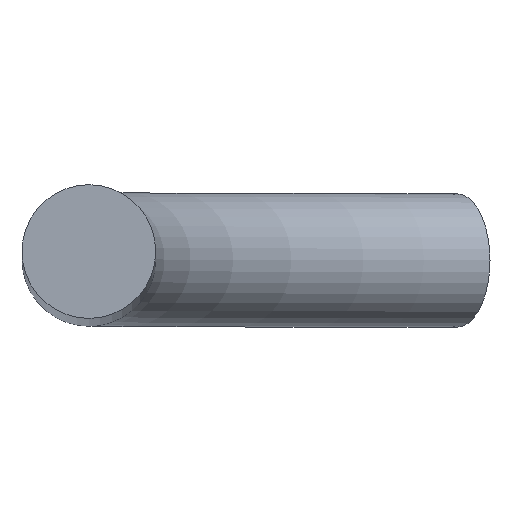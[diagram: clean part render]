
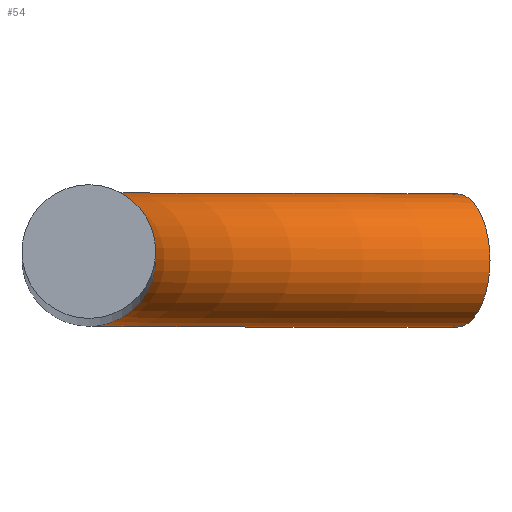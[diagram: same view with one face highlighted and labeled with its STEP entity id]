
A CAD part, top view. The second image highlights one B-rep face of the part: STEP entity #54.
In plain terms, the highlighted toroidal (fillet/blend) face has major radius 11 mm and minor radius 1 mm.
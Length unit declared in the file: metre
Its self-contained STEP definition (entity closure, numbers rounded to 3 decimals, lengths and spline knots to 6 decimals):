
#20=TOROIDAL_SURFACE('',#74,0.011,0.001);
#26=ORIENTED_EDGE('',*,*,#29,.F.);
#27=ORIENTED_EDGE('',*,*,#30,.T.);
#29=EDGE_CURVE('',#32,#32,#35,.T.);
#30=EDGE_CURVE('',#33,#33,#36,.T.);
#32=VERTEX_POINT('',#97);
#33=VERTEX_POINT('',#100);
#35=CIRCLE('',#71,0.001);
#36=CIRCLE('',#73,0.001);
#41=EDGE_LOOP('',(#26));
#42=EDGE_LOOP('',(#27));
#47=FACE_BOUND('',#41,.T.);
#48=FACE_BOUND('',#42,.T.);
#54=ADVANCED_FACE('',(#47,#48),#20,.T.);
#71=AXIS2_PLACEMENT_3D('',#96,#83,#84);
#73=AXIS2_PLACEMENT_3D('',#99,#87,#88);
#74=AXIS2_PLACEMENT_3D('',#101,#89,#90);
#83=DIRECTION('',(0.866,0.,-0.5));
#84=DIRECTION('',(-0.5,0.,-0.866));
#87=DIRECTION('',(0.,0.,-1.));
#88=DIRECTION('',(-1.,0.,0.));
#89=DIRECTION('',(0.,-1.,0.));
#90=DIRECTION('',(0.,0.,-1.));
#96=CARTESIAN_POINT('',(-0.0055,0.,-0.009526));
#97=CARTESIAN_POINT('',(-0.006,0.,-0.010392));
#99=CARTESIAN_POINT('',(-0.011,0.,0.));
#100=CARTESIAN_POINT('',(-0.012,0.,0.));
#101=CARTESIAN_POINT('',(0.,0.,0.));
